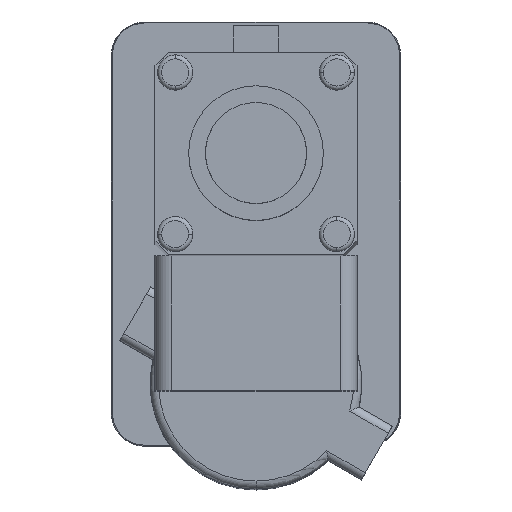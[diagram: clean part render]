
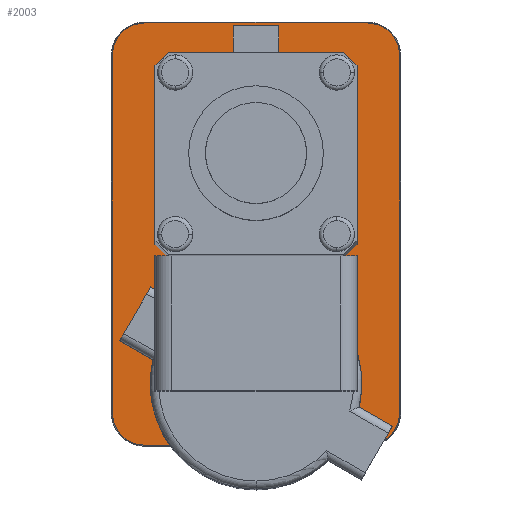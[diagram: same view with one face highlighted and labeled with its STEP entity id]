
A CAD part, top view. The second image highlights one B-rep face of the part: STEP entity #2003.
In plain terms, the highlighted planar face has unit normal (0, 0, 1).
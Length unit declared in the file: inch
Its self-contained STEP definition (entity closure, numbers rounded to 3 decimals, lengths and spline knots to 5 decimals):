
#28 = VECTOR ( 'NONE', #1315, 39.37008 ) ;
#37 = VECTOR ( 'NONE', #1230, 39.37008 ) ;
#56 = LINE ( 'NONE', #1231, #37 ) ;
#67 = CIRCLE ( 'NONE', #2479, 0.24232 ) ;
#72 = LINE ( 'NONE', #1316, #28 ) ;
#141 = LINE ( 'NONE', #1229, #165 ) ;
#165 = VECTOR ( 'NONE', #1228, 39.37008 ) ;
#209 = VECTOR ( 'NONE', #1312, 39.37008 ) ;
#218 = LINE ( 'NONE', #1314, #209 ) ;
#300 = FACE_OUTER_BOUND ( 'NONE', #346, .T. ) ;
#346 = EDGE_LOOP ( 'NONE', ( #1012, #886, #959, #884, #811, #871, #1025, #840 ) ) ;
#602 = VERTEX_POINT ( 'NONE', #3250 ) ;
#619 = VERTEX_POINT ( 'NONE', #3240 ) ;
#640 = VERTEX_POINT ( 'NONE', #3236 ) ;
#642 = VERTEX_POINT ( 'NONE', #3235 ) ;
#643 = VERTEX_POINT ( 'NONE', #3234 ) ;
#677 = VERTEX_POINT ( 'NONE', #3225 ) ;
#687 = VERTEX_POINT ( 'NONE', #3217 ) ;
#694 = VERTEX_POINT ( 'NONE', #3211 ) ;
#811 = ORIENTED_EDGE ( 'NONE', *, *, #2175, .T. ) ;
#840 = ORIENTED_EDGE ( 'NONE', *, *, #2395, .T. ) ;
#871 = ORIENTED_EDGE ( 'NONE', *, *, #2396, .T. ) ;
#884 = ORIENTED_EDGE ( 'NONE', *, *, #2370, .T. ) ;
#886 = ORIENTED_EDGE ( 'NONE', *, *, #2369, .T. ) ;
#959 = ORIENTED_EDGE ( 'NONE', *, *, #2159, .T. ) ;
#1012 = ORIENTED_EDGE ( 'NONE', *, *, #2241, .T. ) ;
#1025 = ORIENTED_EDGE ( 'NONE', *, *, #2379, .T. ) ;
#1228 = DIRECTION ( 'NONE',  ( -1., 0., 0. ) ) ;
#1229 = CARTESIAN_POINT ( 'NONE',  ( -0.825, 0.99232, 0.22 ) ) ;
#1230 = DIRECTION ( 'NONE',  ( 0., -1., 0. ) ) ;
#1231 = CARTESIAN_POINT ( 'NONE',  ( -1.06732, 0.75, 0.22 ) ) ;
#1280 = DIRECTION ( 'NONE',  ( 1., 0., 0. ) ) ;
#1281 = DIRECTION ( 'NONE',  ( 0., 0., 1. ) ) ;
#1282 = CARTESIAN_POINT ( 'NONE',  ( -0.825, 0.75, 0.22 ) ) ;
#1312 = DIRECTION ( 'NONE',  ( 0., 1., 0. ) ) ;
#1314 = CARTESIAN_POINT ( 'NONE',  ( 1.06732, 0.75, 0.22 ) ) ;
#1315 = DIRECTION ( 'NONE',  ( 1., 0., 0. ) ) ;
#1316 = CARTESIAN_POINT ( 'NONE',  ( -0.825, -2.14232, 0.22 ) ) ;
#1651 = DIRECTION ( 'NONE',  ( 1., 0., 0. ) ) ;
#1652 = DIRECTION ( 'NONE',  ( 0., 0., 1. ) ) ;
#1654 = CARTESIAN_POINT ( 'NONE',  ( 0.825, -1.9, 0.22 ) ) ;
#1741 = CARTESIAN_POINT ( 'NONE',  ( 0.825, 0.75, 0.22 ) ) ;
#1742 = DIRECTION ( 'NONE',  ( 1., 0., 0. ) ) ;
#1743 = DIRECTION ( 'NONE',  ( 0., 0., 1. ) ) ;
#1836 = DIRECTION ( 'NONE',  ( 1., 0., 0. ) ) ;
#1837 = DIRECTION ( 'NONE',  ( 0., 0., 1. ) ) ;
#1838 = CARTESIAN_POINT ( 'NONE',  ( -0.825, -1.9, 0.22 ) ) ;
#2003 = ADVANCED_FACE ( 'NONE', ( #300 ), #3099, .T. ) ;
#2139 = AXIS2_PLACEMENT_3D ( 'NONE', #3105, #3096, #3095 ) ;
#2159 = EDGE_CURVE ( 'NONE', #687, #602, #2637, .T. ) ;
#2175 = EDGE_CURVE ( 'NONE', #677, #640, #2666, .T. ) ;
#2241 = EDGE_CURVE ( 'NONE', #619, #694, #2745, .T. ) ;
#2369 = EDGE_CURVE ( 'NONE', #694, #687, #72, .T. ) ;
#2370 = EDGE_CURVE ( 'NONE', #602, #677, #218, .T. ) ;
#2379 = EDGE_CURVE ( 'NONE', #643, #642, #67, .T. ) ;
#2395 = EDGE_CURVE ( 'NONE', #642, #619, #56, .T. ) ;
#2396 = EDGE_CURVE ( 'NONE', #640, #643, #141, .T. ) ;
#2479 = AXIS2_PLACEMENT_3D ( 'NONE', #1282, #1281, #1280 ) ;
#2508 = AXIS2_PLACEMENT_3D ( 'NONE', #1838, #1837, #1836 ) ;
#2548 = AXIS2_PLACEMENT_3D ( 'NONE', #1654, #1652, #1651 ) ;
#2556 = AXIS2_PLACEMENT_3D ( 'NONE', #1741, #1743, #1742 ) ;
#2637 = CIRCLE ( 'NONE', #2548, 0.24232 ) ;
#2666 = CIRCLE ( 'NONE', #2556, 0.24232 ) ;
#2745 = CIRCLE ( 'NONE', #2508, 0.24232 ) ;
#3095 = DIRECTION ( 'NONE',  ( 1., 0., 0. ) ) ;
#3096 = DIRECTION ( 'NONE',  ( 0., 0., 1. ) ) ;
#3099 = PLANE ( 'NONE',  #2139 ) ;
#3105 = CARTESIAN_POINT ( 'NONE',  ( -0.825, -1.9, 0.22 ) ) ;
#3211 = CARTESIAN_POINT ( 'NONE',  ( -0.825, -2.14232, 0.22 ) ) ;
#3217 = CARTESIAN_POINT ( 'NONE',  ( 0.825, -2.14232, 0.22 ) ) ;
#3225 = CARTESIAN_POINT ( 'NONE',  ( 1.06732, 0.75, 0.22 ) ) ;
#3234 = CARTESIAN_POINT ( 'NONE',  ( -0.825, 0.99232, 0.22 ) ) ;
#3235 = CARTESIAN_POINT ( 'NONE',  ( -1.06732, 0.75, 0.22 ) ) ;
#3236 = CARTESIAN_POINT ( 'NONE',  ( 0.825, 0.99232, 0.22 ) ) ;
#3240 = CARTESIAN_POINT ( 'NONE',  ( -1.06732, -1.9, 0.22 ) ) ;
#3250 = CARTESIAN_POINT ( 'NONE',  ( 1.06732, -1.9, 0.22 ) ) ;
